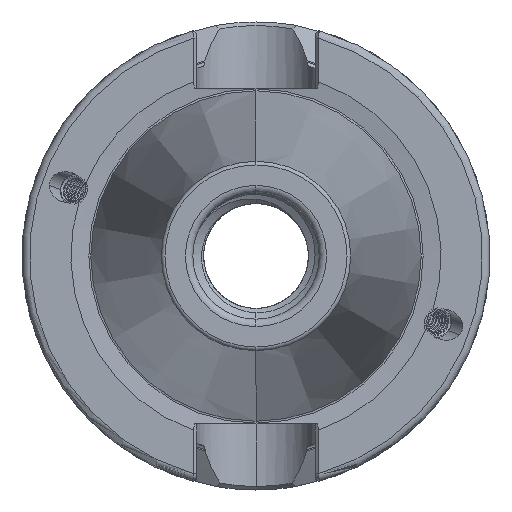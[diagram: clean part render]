
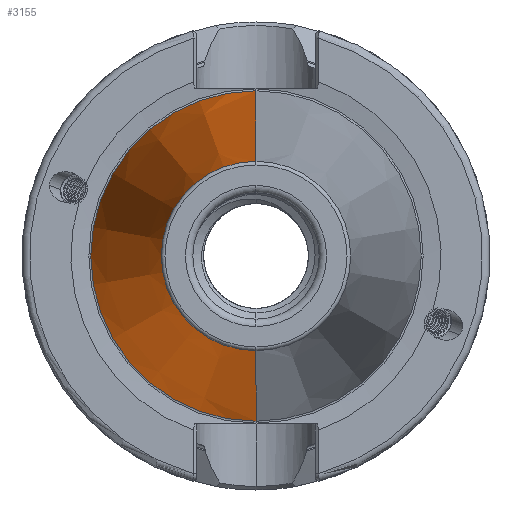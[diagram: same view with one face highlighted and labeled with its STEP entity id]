
A CAD part, left-side view. The second image highlights one B-rep face of the part: STEP entity #3155.
In plain terms, the highlighted conical face has half-angle 8.297 degrees and reference radius 22.24 mm.
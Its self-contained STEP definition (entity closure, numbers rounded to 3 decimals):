
#1974 = CIRCLE ( 'NONE', #5317, 22.24 ) ;
#1982 = LINE ( 'NONE', #13596, #2004 ) ;
#1992 = CIRCLE ( 'NONE', #5413, 12.75 ) ;
#2004 = VECTOR ( 'NONE', #13638, 1000. ) ;
#2037 = LINE ( 'NONE', #12673, #2042 ) ;
#2042 = VECTOR ( 'NONE', #12724, 1000. ) ;
#3155 = ADVANCED_FACE ( 'NONE', ( #5793 ), #5790, .T. ) ;
#4229 = AXIS2_PLACEMENT_3D ( 'NONE', #7688, #7701, #7721 ) ;
#5317 = AXIS2_PLACEMENT_3D ( 'NONE', #13417, #13418, #13423 ) ;
#5413 = AXIS2_PLACEMENT_3D ( 'NONE', #13687, #13692, #13693 ) ;
#5790 = CONICAL_SURFACE ( 'NONE', #4229, 22.24, 0.145 ) ;
#5793 = FACE_OUTER_BOUND ( 'NONE', #14969, .T. ) ;
#7688 = CARTESIAN_POINT ( 'NONE',  ( -0.9, 0., 0. ) ) ;
#7701 = DIRECTION ( 'NONE',  ( 1., 0., 0. ) ) ;
#7721 = DIRECTION ( 'NONE',  ( 0., 0., -1. ) ) ;
#8697 = EDGE_CURVE ( 'NONE', #15192, #15212, #1974, .T. ) ;
#8725 = EDGE_CURVE ( 'NONE', #15205, #15192, #1982, .T. ) ;
#8735 = EDGE_CURVE ( 'NONE', #15205, #15201, #1992, .T. ) ;
#8760 = EDGE_CURVE ( 'NONE', #15201, #15212, #2037, .T. ) ;
#12673 = CARTESIAN_POINT ( 'NONE',  ( -0.9, 0., 22.24 ) ) ;
#12724 = DIRECTION ( 'NONE',  ( 0.99, 0., 0.144 ) ) ;
#13417 = CARTESIAN_POINT ( 'NONE',  ( -0.9, 0., 0. ) ) ;
#13418 = DIRECTION ( 'NONE',  ( 1., 0., 0. ) ) ;
#13423 = DIRECTION ( 'NONE',  ( 0., 0., -1. ) ) ;
#13596 = CARTESIAN_POINT ( 'NONE',  ( -0.9, 0., -22.24 ) ) ;
#13638 = DIRECTION ( 'NONE',  ( 0.99, 0., -0.144 ) ) ;
#13687 = CARTESIAN_POINT ( 'NONE',  ( -65.972, 0., 0. ) ) ;
#13692 = DIRECTION ( 'NONE',  ( 1., 0., 0. ) ) ;
#13693 = DIRECTION ( 'NONE',  ( 0., 0., -1. ) ) ;
#14969 = EDGE_LOOP ( 'NONE', ( #15308, #15295, #15314, #15304 ) ) ;
#15192 = VERTEX_POINT ( 'NONE', #15682 ) ;
#15201 = VERTEX_POINT ( 'NONE', #15746 ) ;
#15205 = VERTEX_POINT ( 'NONE', #15703 ) ;
#15212 = VERTEX_POINT ( 'NONE', #15699 ) ;
#15295 = ORIENTED_EDGE ( 'NONE', *, *, #8760, .T. ) ;
#15304 = ORIENTED_EDGE ( 'NONE', *, *, #8725, .F. ) ;
#15308 = ORIENTED_EDGE ( 'NONE', *, *, #8735, .T. ) ;
#15314 = ORIENTED_EDGE ( 'NONE', *, *, #8697, .F. ) ;
#15682 = CARTESIAN_POINT ( 'NONE',  ( -0.9, 0., -22.24 ) ) ;
#15699 = CARTESIAN_POINT ( 'NONE',  ( -0.9, 0., 22.24 ) ) ;
#15703 = CARTESIAN_POINT ( 'NONE',  ( -65.972, 0., -12.75 ) ) ;
#15746 = CARTESIAN_POINT ( 'NONE',  ( -65.972, 0., 12.75 ) ) ;
